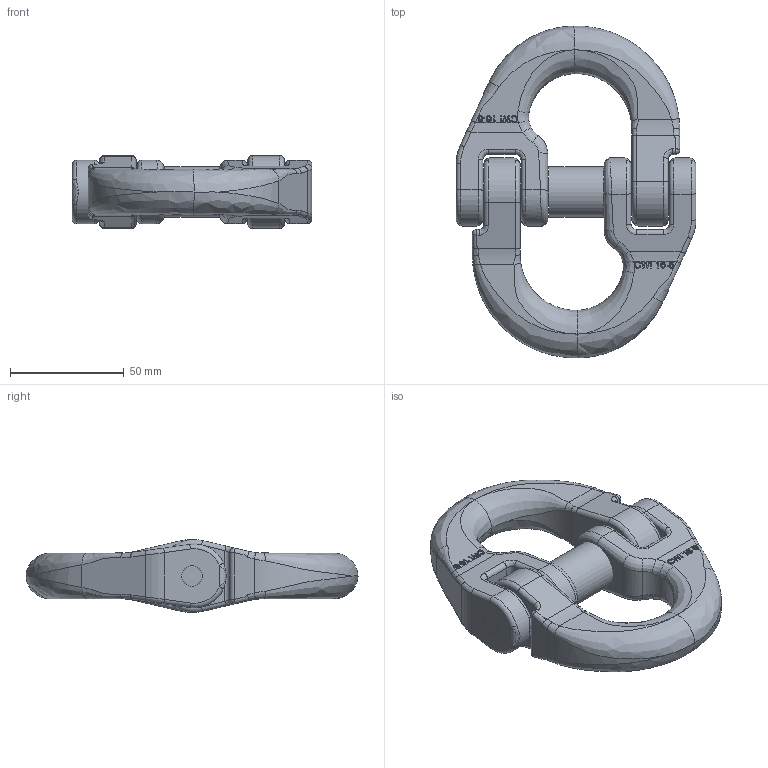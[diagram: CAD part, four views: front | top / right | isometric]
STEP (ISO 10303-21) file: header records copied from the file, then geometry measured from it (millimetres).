
FILE_DESCRIPTION(/* description */ (''),/* implementation_level */ '2;1');
FILE_NAME(/* name */ 'CWI 16-6 Kundenmodell.stp',/* time_stamp */ '2017-01-27T15:06:26+01:00',/* author */ (''),/* organization */ (''),/* preprocessor_version */ 'ST-DEVELOPER v15',/* originating_system */ 'SIEMENS PLM Software NX 9.0',/* authorisation */ '');
FILE_SCHEMA (('AUTOMOTIVE_DESIGN { 1 0 10303 214 3 1 1 1 }'));
Length unit declared in the file: millimetre
Products named in the file (1): KSE34EC9D2Efma5
Bounding box: 105.45 x 145.96 x 31.91 mm (x, y, z)
Volume: 179474.8 mm3; surface area: 43125 mm2
Topology: 10 solids, 10 shells, 379 faces, 923 edges, 536 vertices
Faces by surface type: plane 112, bspline 104, cylinder 89, extrusion 46, torus 24, sphere 4
Full cylindrical faces by diameter (mm): 9 x7, 11 x1, 22 x1
Entity records: 14313 total; most frequent: CARTESIAN_POINT 6844, ORIENTED_EDGE 1752, DIRECTION 1184, EDGE_CURVE 876, VERTEX_POINT 526, AXIS2_PLACEMENT_3D 430, EDGE_LOOP 410, ADVANCED_FACE 379
